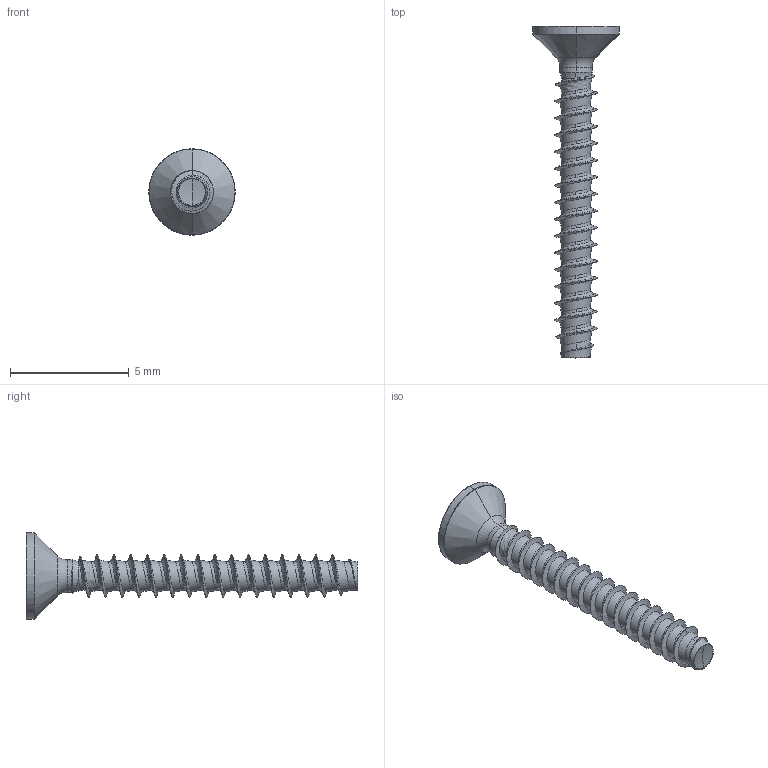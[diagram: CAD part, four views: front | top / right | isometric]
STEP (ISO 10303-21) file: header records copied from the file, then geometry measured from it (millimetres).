
FILE_DESCRIPTION (( 'STEP AP203' ), '1' );
FILE_NAME ('STP410180140.STEP', '2017-08-16T13:24:53', ( '' ), ( '' ), 'SwSTEP 2.0', 'SolidWorks 2015', '' );
FILE_SCHEMA (( 'CONFIG_CONTROL_DESIGN' ));
Length unit declared in the file: millimetre
Products named in the file (1): STP410180140
Bounding box: 3.65 x 14 x 3.65 mm (x, y, z)
Volume: 25.8 mm3; surface area: 112.8 mm2
Topology: 1 solids, 1 shells, 114 faces, 290 edges, 178 vertices
Faces by surface type: cylinder 58, bspline 35, cone 11, torus 6, sphere 2, plane 2
Entity records: 20269 total; most frequent: CARTESIAN_POINT 17897, ORIENTED_EDGE 576, DIRECTION 349, EDGE_CURVE 288, VERTEX_POINT 178, AXIS2_PLACEMENT_3D 138, B_SPLINE_CURVE_WITH_KNOTS 123, EDGE_LOOP 116
